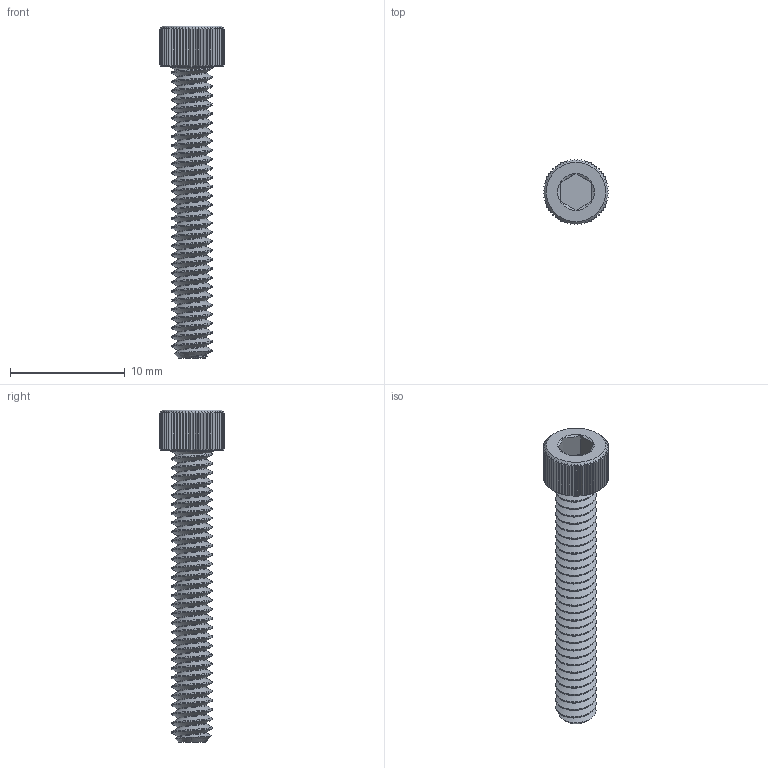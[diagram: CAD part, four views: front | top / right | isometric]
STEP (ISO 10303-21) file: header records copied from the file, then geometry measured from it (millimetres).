
FILE_DESCRIPTION (( 'STEP AP203' ), '1' );
FILE_NAME ('92196A165_18-8 Stainless Steel Socket Head Screw.STEP', '2023-12-19T14:59:28', ( 'Administrator' ), ( 'Managed by Terraform' ), 'SwSTEP 2.0', 'SolidWorks 2017', '' );
FILE_SCHEMA (( 'CONFIG_CONTROL_DESIGN' ));
Length unit declared in the file: inch
Products named in the file (1): 92196A165_18-8 Stainless Steel Socket Head Screw
Bounding box: 5.73 x 5.73 x 28.91 mm (x, y, z)
Volume: 252.5 mm3; surface area: 560.9 mm2
Topology: 1 solids, 1 shells, 332 faces, 846 edges, 518 vertices
Faces by surface type: plane 130, cylinder 126, cone 73, bspline 3
Entity records: 15024 total; most frequent: CARTESIAN_POINT 7726, ORIENTED_EDGE 1692, DIRECTION 1320, EDGE_CURVE 846, AXIS2_PLACEMENT_3D 528, VERTEX_POINT 518, EDGE_LOOP 334, ADVANCED_FACE 332
